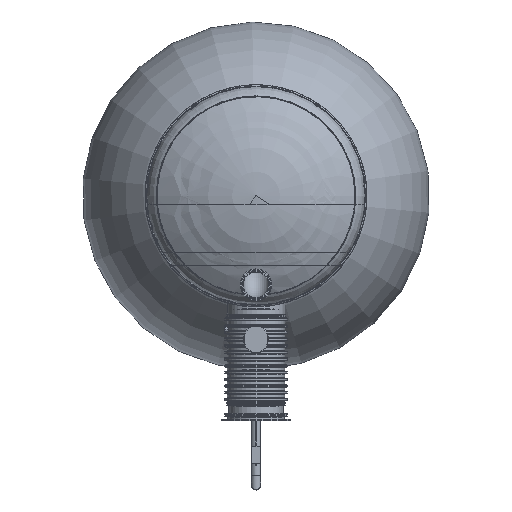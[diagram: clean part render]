
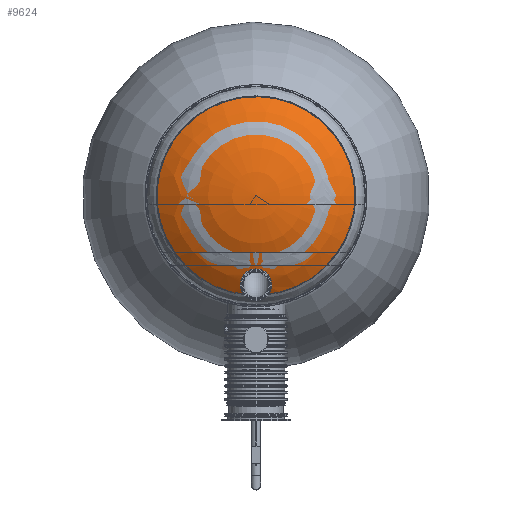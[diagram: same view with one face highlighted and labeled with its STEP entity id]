
A CAD part, left-side view. The second image highlights one B-rep face of the part: STEP entity #9624.
In plain terms, the highlighted toroidal (fillet/blend) face has major radius 3.957 mm and minor radius 2000 mm.
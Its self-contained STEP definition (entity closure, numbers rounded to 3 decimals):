
#1458=VERTEX_LOOP('',#5545);
#1460=DEGENERATE_TOROIDAL_SURFACE('',#10781,3.957,2000.,.F.);
#1472=B_SPLINE_CURVE_WITH_KNOTS('',3,(#15302,#15303,#15304,#15305,#15306,
#15307,#15308,#15309,#15310,#15311,#15312,#15313,#15314,#15315,#15316,#15317,
#15318,#15319,#15320,#15321,#15322,#15323,#15324,#15325,#15326,#15327,#15328,
#15329,#15330,#15331,#15332,#15333,#15334,#15335,#15336,#15337,#15338,#15339,
#15340,#15341,#15342,#15343,#15344,#15345,#15346,#15347,#15348,#15349,#15350,
#15351,#15352,#15353,#15354,#15355,#15356,#15357,#15358),.UNSPECIFIED.,
 .F.,.F.,(4,1,1,1,1,1,1,1,1,1,1,1,1,1,1,1,1,1,1,1,1,1,1,1,1,1,1,1,1,1,1,
1,1,1,1,1,1,1,1,1,1,1,1,1,1,1,1,1,1,1,1,1,1,1,4),(0.,0.026,
0.052,0.066,0.079,0.105,
0.118,0.131,0.157,0.184,
0.197,0.21,0.236,0.249,
0.262,0.276,0.289,0.302,
0.315,0.328,0.341,0.354,
0.367,0.38,0.387,0.394,
0.407,0.42,0.433,0.446,
0.459,0.472,0.485,0.492,
0.499,0.512,0.525,0.538,
0.551,0.564,0.577,0.59,
0.604,0.63,0.656,0.682,
0.695,0.709,0.722,0.735,
0.761,0.774,0.787,0.813,
0.84),.UNSPECIFIED.);
#1780=ORIENTED_EDGE('',*,*,#4289,.F.);
#1781=ORIENTED_EDGE('',*,*,#4290,.T.);
#4289=EDGE_CURVE('',#5543,#5544,#6508,.T.);
#4290=EDGE_CURVE('',#5543,#5544,#1472,.T.);
#5543=VERTEX_POINT('',#15300);
#5544=VERTEX_POINT('',#15301);
#5545=VERTEX_POINT('',#15359);
#6508=CIRCLE('',#10782,1151.714);
#7131=EDGE_LOOP('',(#1780,#1781));
#8300=FACE_BOUND('',#7131,.T.);
#8301=FACE_BOUND('',#1458,.T.);
#9624=ADVANCED_FACE('',(#8300,#8301),#1460,.F.);
#10781=AXIS2_PLACEMENT_3D('',#15298,#12161,#12162);
#10782=AXIS2_PLACEMENT_3D('',#15299,#12163,#12164);
#12161=DIRECTION('',(0.,0.,-1.));
#12162=DIRECTION('',(-1.,0.,0.));
#12163=DIRECTION('',(0.,0.,-1.));
#12164=DIRECTION('',(-1.,0.,0.));
#15298=CARTESIAN_POINT('',(0.,0.,-1552.241));
#15299=CARTESIAN_POINT('',(0.,0.,80.066));
#15300=CARTESIAN_POINT('',(102.42,1147.151,80.066));
#15301=CARTESIAN_POINT('',(-102.42,1147.151,80.066));
#15302=CARTESIAN_POINT('',(102.42,1147.151,80.066));
#15303=CARTESIAN_POINT('',(108.664,1141.806,83.442));
#15304=CARTESIAN_POINT('',(119.992,1130.426,90.609));
#15305=CARTESIAN_POINT('',(131.564,1114.698,100.447));
#15306=CARTESIAN_POINT('',(139.368,1101.175,108.858));
#15307=CARTESIAN_POINT('',(146.061,1087.292,117.46));
#15308=CARTESIAN_POINT('',(151.114,1072.999,126.265));
#15309=CARTESIAN_POINT('',(154.599,1058.299,135.267));
#15310=CARTESIAN_POINT('',(157.028,1043.286,144.424));
#15311=CARTESIAN_POINT('',(158.002,1024.546,155.784));
#15312=CARTESIAN_POINT('',(156.33,1005.861,167.024));
#15313=CARTESIAN_POINT('',(153.327,990.877,175.984));
#15314=CARTESIAN_POINT('',(149.228,976.126,184.772));
#15315=CARTESIAN_POINT('',(143.56,961.92,193.188));
#15316=CARTESIAN_POINT('',(136.268,948.235,201.254));
#15317=CARTESIAN_POINT('',(129.956,938.251,207.118));
#15318=CARTESIAN_POINT('',(122.744,928.562,212.791));
#15319=CARTESIAN_POINT('',(114.841,919.49,218.086));
#15320=CARTESIAN_POINT('',(106.211,910.989,223.035));
#15321=CARTESIAN_POINT('',(96.842,903.087,227.622));
#15322=CARTESIAN_POINT('',(86.708,895.813,231.834));
#15323=CARTESIAN_POINT('',(75.719,889.197,235.656));
#15324=CARTESIAN_POINT('',(64.294,883.532,238.923));
#15325=CARTESIAN_POINT('',(52.386,878.781,241.659));
#15326=CARTESIAN_POINT('',(42.059,875.61,243.482));
#15327=CARTESIAN_POINT('',(33.551,873.568,244.655));
#15328=CARTESIAN_POINT('',(24.847,871.862,245.635));
#15329=CARTESIAN_POINT('',(13.939,870.434,246.454));
#15330=CARTESIAN_POINT('',(0.797,869.82,246.807));
#15331=CARTESIAN_POINT('',(-12.382,870.3,246.532));
#15332=CARTESIAN_POINT('',(-25.655,871.914,245.605));
#15333=CARTESIAN_POINT('',(-38.507,874.595,244.066));
#15334=CARTESIAN_POINT('',(-50.988,878.292,241.94));
#15335=CARTESIAN_POINT('',(-61.103,882.222,239.678));
#15336=CARTESIAN_POINT('',(-68.958,885.849,237.587));
#15337=CARTESIAN_POINT('',(-76.559,889.744,235.34));
#15338=CARTESIAN_POINT('',(-85.649,895.124,232.232));
#15339=CARTESIAN_POINT('',(-95.894,902.348,228.05));
#15340=CARTESIAN_POINT('',(-105.533,910.366,223.397));
#15341=CARTESIAN_POINT('',(-114.315,918.93,218.413));
#15342=CARTESIAN_POINT('',(-122.297,928.012,213.113));
#15343=CARTESIAN_POINT('',(-129.497,937.585,207.509));
#15344=CARTESIAN_POINT('',(-135.945,947.674,201.584));
#15345=CARTESIAN_POINT('',(-143.358,961.468,193.455));
#15346=CARTESIAN_POINT('',(-150.544,979.326,182.878));
#15347=CARTESIAN_POINT('',(-155.949,1001.805,169.463));
#15348=CARTESIAN_POINT('',(-157.658,1020.548,158.189));
#15349=CARTESIAN_POINT('',(-157.428,1035.586,149.091));
#15350=CARTESIAN_POINT('',(-156.439,1046.904,142.217));
#15351=CARTESIAN_POINT('',(-154.626,1058.159,135.353));
#15352=CARTESIAN_POINT('',(-151.162,1072.838,126.364));
#15353=CARTESIAN_POINT('',(-146.127,1087.125,117.563));
#15354=CARTESIAN_POINT('',(-139.474,1100.975,108.982));
#15355=CARTESIAN_POINT('',(-131.658,1114.564,100.531));
#15356=CARTESIAN_POINT('',(-120.035,1130.384,90.636));
#15357=CARTESIAN_POINT('',(-108.677,1141.796,83.449));
#15358=CARTESIAN_POINT('',(-102.42,1147.151,80.066));
#15359=CARTESIAN_POINT('',(0.,0.,447.755));
